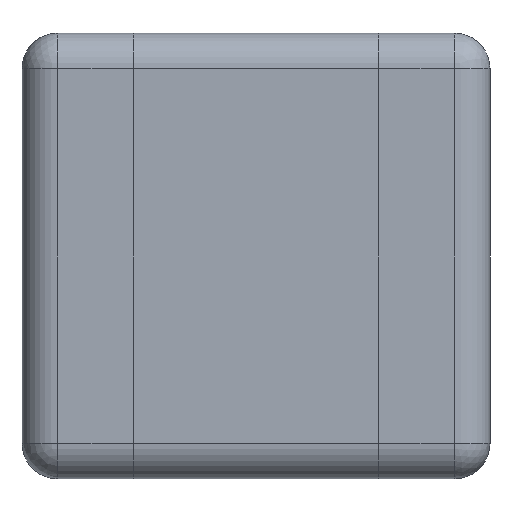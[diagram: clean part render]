
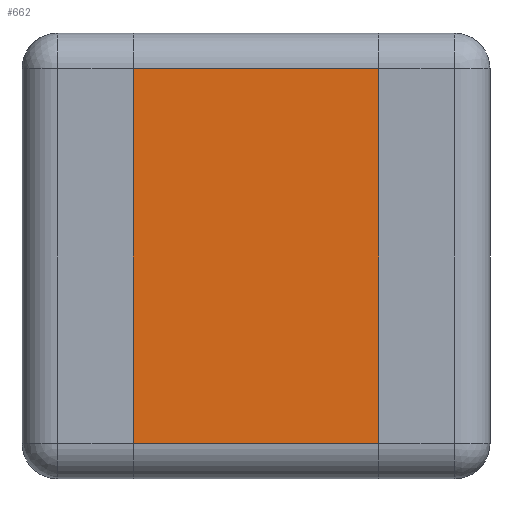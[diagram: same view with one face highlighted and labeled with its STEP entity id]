
A CAD part, front view. The second image highlights one B-rep face of the part: STEP entity #662.
In plain terms, the highlighted planar face has unit normal (0, -1, 0).
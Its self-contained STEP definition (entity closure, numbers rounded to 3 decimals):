
#32=PLANE('',#726);
#54=FACE_OUTER_BOUND('',#100,.T.);
#100=EDGE_LOOP('',(#485,#486,#487,#488));
#140=LINE('',#1041,#196);
#145=LINE('',#1056,#201);
#150=LINE('',#1069,#206);
#152=LINE('',#1073,#208);
#196=VECTOR('',#810,10.);
#201=VECTOR('',#825,10.);
#206=VECTOR('',#838,10.);
#208=VECTOR('',#844,10.);
#294=VERTEX_POINT('',#1038);
#295=VERTEX_POINT('',#1040);
#300=VERTEX_POINT('',#1054);
#304=VERTEX_POINT('',#1067);
#351=EDGE_CURVE('',#294,#295,#140,.T.);
#359=EDGE_CURVE('',#300,#294,#145,.T.);
#366=EDGE_CURVE('',#300,#304,#150,.T.);
#368=EDGE_CURVE('',#295,#304,#152,.T.);
#485=ORIENTED_EDGE('',*,*,#359,.F.);
#486=ORIENTED_EDGE('',*,*,#366,.T.);
#487=ORIENTED_EDGE('',*,*,#368,.F.);
#488=ORIENTED_EDGE('',*,*,#351,.F.);
#662=ADVANCED_FACE('',(#54),#32,.T.);
#726=AXIS2_PLACEMENT_3D('',#1075,#847,#848);
#810=DIRECTION('',(0.,0.,1.));
#825=DIRECTION('',(-1.,0.,0.));
#838=DIRECTION('',(0.,0.,1.));
#844=DIRECTION('',(1.,0.,0.));
#847=DIRECTION('center_axis',(0.,-1.,0.));
#848=DIRECTION('ref_axis',(1.,0.,0.));
#1038=CARTESIAN_POINT('',(-0.275,-0.9,0.08));
#1040=CARTESIAN_POINT('',(-0.275,-0.9,0.92));
#1041=CARTESIAN_POINT('',(-0.275,-0.9,0.));
#1054=CARTESIAN_POINT('',(0.275,-0.9,0.08));
#1056=CARTESIAN_POINT('',(-0.138,-0.9,0.08));
#1067=CARTESIAN_POINT('',(0.275,-0.9,0.92));
#1069=CARTESIAN_POINT('',(0.275,-0.9,0.));
#1073=CARTESIAN_POINT('',(-0.138,-0.9,0.92));
#1075=CARTESIAN_POINT('Origin',(-0.275,-0.9,0.));
